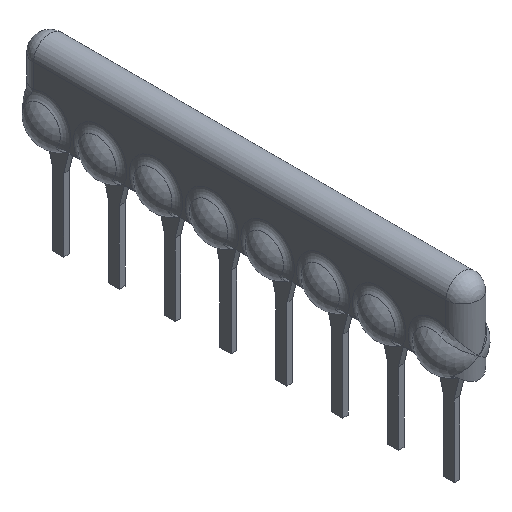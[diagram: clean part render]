
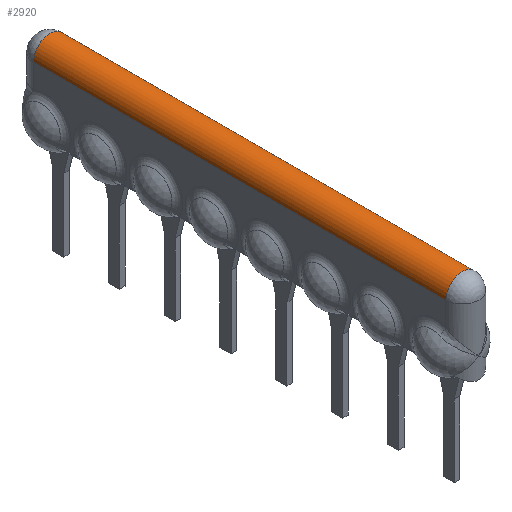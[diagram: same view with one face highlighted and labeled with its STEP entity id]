
A CAD part, isometric view. The second image highlights one B-rep face of the part: STEP entity #2920.
In plain terms, the highlighted cylindrical face has radius 0.75 mm (diameter 1.5 mm), a partial arc.
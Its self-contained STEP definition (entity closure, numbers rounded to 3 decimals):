
#226=DIRECTION('',(0.,1.,0.));
#227=VECTOR('',#226,18.77);
#228=CARTESIAN_POINT('',(0.75,0.75,2.195));
#229=LINE('',#228,#227);
#609=CARTESIAN_POINT('',(0.,19.52,2.195));
#610=DIRECTION('',(0.,-1.,0.));
#611=DIRECTION('',(1.,0.,0.));
#612=AXIS2_PLACEMENT_3D('',#609,#610,#611);
#614=CARTESIAN_POINT('',(0.,0.75,2.195));
#615=DIRECTION('',(0.,-1.,0.));
#616=DIRECTION('',(1.,0.,0.));
#617=AXIS2_PLACEMENT_3D('',#614,#615,#616);
#619=DIRECTION('',(0.,1.,0.));
#620=VECTOR('',#619,18.77);
#621=CARTESIAN_POINT('',(-0.75,0.75,2.195));
#622=LINE('',#621,#620);
#1759=CARTESIAN_POINT('',(0.75,0.75,2.195));
#1760=CARTESIAN_POINT('',(-0.75,0.75,2.195));
#1761=VERTEX_POINT('',#1759);
#1762=VERTEX_POINT('',#1760);
#2087=CARTESIAN_POINT('',(-0.75,19.52,2.195));
#2089=VERTEX_POINT('',#2087);
#2091=CARTESIAN_POINT('',(0.75,19.52,2.195));
#2092=VERTEX_POINT('',#2091);
#2907=CARTESIAN_POINT('',(0.,0.,2.195));
#2908=DIRECTION('',(0.,1.,0.));
#2909=DIRECTION('',(-1.,0.,0.));
#2910=AXIS2_PLACEMENT_3D('',#2907,#2908,#2909);
#2911=CYLINDRICAL_SURFACE('',#2910,0.75);
#2913=ORIENTED_EDGE('',*,*,#2912,.F.);
#2914=ORIENTED_EDGE('',*,*,#2457,.F.);
#2916=ORIENTED_EDGE('',*,*,#2915,.T.);
#2917=ORIENTED_EDGE('',*,*,#2880,.T.);
#2918=EDGE_LOOP('',(#2913,#2914,#2916,#2917));
#2919=FACE_OUTER_BOUND('',#2918,.F.);
#613=CIRCLE('',#612,0.75);
#618=CIRCLE('',#617,0.75);
#2457=EDGE_CURVE('',#1761,#2092,#229,.T.);
#2880=EDGE_CURVE('',#1762,#2089,#622,.T.);
#2912=EDGE_CURVE('',#2092,#2089,#613,.T.);
#2915=EDGE_CURVE('',#1761,#1762,#618,.T.);
#2920=ADVANCED_FACE('',(#2919),#2911,.T.);
